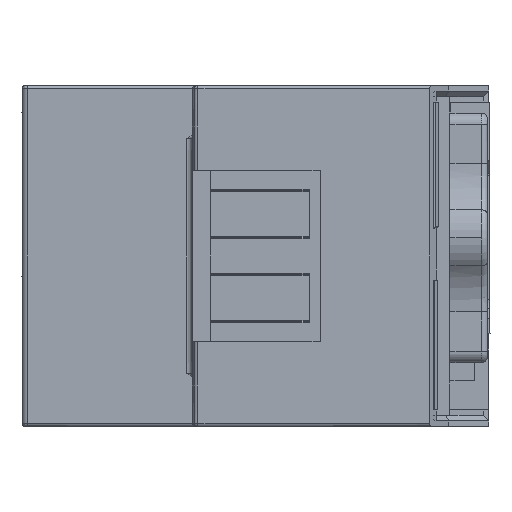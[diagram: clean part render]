
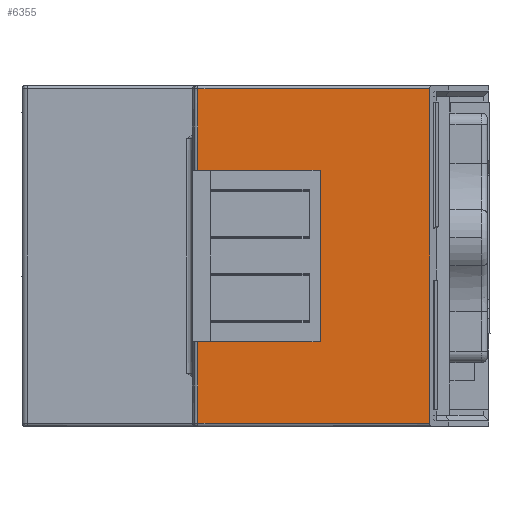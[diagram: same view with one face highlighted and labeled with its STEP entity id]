
A CAD part, left-side view. The second image highlights one B-rep face of the part: STEP entity #6355.
In plain terms, the highlighted planar face has unit normal (-1, 0, 0).
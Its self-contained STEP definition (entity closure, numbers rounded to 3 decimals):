
#3891=CARTESIAN_POINT('Vertex',(-38.6,5.386,9.125)) ;
#3894=CARTESIAN_POINT('Line Origine',(-38.6,5.386,-6.075)) ;
#3898=CARTESIAN_POINT('Vertex',(-38.6,5.386,-21.275)) ;
#4717=CARTESIAN_POINT('Vertex',(-38.6,26.45,-21.275)) ;
#4720=CARTESIAN_POINT('Line Origine',(-38.6,-55.338,-21.275)) ;
#6245=CARTESIAN_POINT('Vertex',(-38.6,26.45,9.125)) ;
#6267=CARTESIAN_POINT('Line Origine',(-38.6,26.689,9.125)) ;
#6291=CARTESIAN_POINT('Axis2P3D Location',(-38.6,5.386,9.425)) ;
#6296=CARTESIAN_POINT('Line Origine',(-38.6,26.45,5.425)) ;
#6300=CARTESIAN_POINT('Vertex',(-38.6,26.45,1.725)) ;
#6303=CARTESIAN_POINT('Line Origine',(-38.6,25.9,1.725)) ;
#6307=CARTESIAN_POINT('Vertex',(-38.6,25.35,1.725)) ;
#6310=CARTESIAN_POINT('Line Origine',(-38.6,20.35,1.725)) ;
#6314=CARTESIAN_POINT('Vertex',(-38.6,15.35,1.725)) ;
#6317=CARTESIAN_POINT('Line Origine',(-38.6,15.35,-6.075)) ;
#6321=CARTESIAN_POINT('Vertex',(-38.6,15.35,-13.875)) ;
#6324=CARTESIAN_POINT('Line Origine',(-38.6,20.35,-13.875)) ;
#6328=CARTESIAN_POINT('Vertex',(-38.6,25.35,-13.875)) ;
#6331=CARTESIAN_POINT('Line Origine',(-38.6,25.9,-13.875)) ;
#6335=CARTESIAN_POINT('Vertex',(-38.6,26.45,-13.875)) ;
#6338=CARTESIAN_POINT('Line Origine',(-38.6,26.45,-17.575)) ;
#3895=DIRECTION('Vector Direction',(0.,0.,-1.)) ;
#4721=DIRECTION('Vector Direction',(0.,1.,0.)) ;
#6268=DIRECTION('Vector Direction',(0.,-1.,0.)) ;
#6292=DIRECTION('Axis2P3D Direction',(-1.,0.,0.)) ;
#6293=DIRECTION('Axis2P3D XDirection',(0.,1.,0.)) ;
#6297=DIRECTION('Vector Direction',(0.,0.,-1.)) ;
#6304=DIRECTION('Vector Direction',(0.,-1.,0.)) ;
#6311=DIRECTION('Vector Direction',(0.,-1.,0.)) ;
#6318=DIRECTION('Vector Direction',(0.,0.,-1.)) ;
#6325=DIRECTION('Vector Direction',(0.,-1.,0.)) ;
#6332=DIRECTION('Vector Direction',(0.,-1.,0.)) ;
#6339=DIRECTION('Vector Direction',(0.,0.,-1.)) ;
#6294=AXIS2_PLACEMENT_3D('Plane Axis2P3D',#6291,#6292,#6293) ;
#6344=ORIENTED_EDGE('',*,*,#3900,.F.) ;
#6345=ORIENTED_EDGE('',*,*,#6271,.T.) ;
#6346=ORIENTED_EDGE('',*,*,#6302,.T.) ;
#6347=ORIENTED_EDGE('',*,*,#6309,.T.) ;
#6348=ORIENTED_EDGE('',*,*,#6316,.T.) ;
#6349=ORIENTED_EDGE('',*,*,#6323,.T.) ;
#6350=ORIENTED_EDGE('',*,*,#6330,.F.) ;
#6351=ORIENTED_EDGE('',*,*,#6337,.F.) ;
#6352=ORIENTED_EDGE('',*,*,#6342,.T.) ;
#6353=ORIENTED_EDGE('',*,*,#4724,.T.) ;
#3896=VECTOR('Line Direction',#3895,1.) ;
#4722=VECTOR('Line Direction',#4721,1.) ;
#6269=VECTOR('Line Direction',#6268,1.) ;
#6298=VECTOR('Line Direction',#6297,1.) ;
#6305=VECTOR('Line Direction',#6304,1.) ;
#6312=VECTOR('Line Direction',#6311,1.) ;
#6319=VECTOR('Line Direction',#6318,1.) ;
#6326=VECTOR('Line Direction',#6325,1.) ;
#6333=VECTOR('Line Direction',#6332,1.) ;
#6340=VECTOR('Line Direction',#6339,1.) ;
#6355=ADVANCED_FACE('PartBody',(#6354),#6295,.T.) ;
#3900=EDGE_CURVE('',#3892,#3899,#3897,.T.) ;
#4724=EDGE_CURVE('',#4718,#3899,#4723,.F.) ;
#6271=EDGE_CURVE('',#3892,#6246,#6270,.F.) ;
#6302=EDGE_CURVE('',#6246,#6301,#6299,.T.) ;
#6309=EDGE_CURVE('',#6301,#6308,#6306,.T.) ;
#6316=EDGE_CURVE('',#6308,#6315,#6313,.T.) ;
#6323=EDGE_CURVE('',#6315,#6322,#6320,.T.) ;
#6330=EDGE_CURVE('',#6329,#6322,#6327,.T.) ;
#6337=EDGE_CURVE('',#6336,#6329,#6334,.T.) ;
#6342=EDGE_CURVE('',#6336,#4718,#6341,.T.) ;
#6343=EDGE_LOOP('',(#6344,#6345,#6346,#6347,#6348,#6349,#6350,#6351,#6352,#6353)) ;
#6354=FACE_OUTER_BOUND('',#6343,.T.) ;
#3897=LINE('Line',#3894,#3896) ;
#4723=LINE('Line',#4720,#4722) ;
#6270=LINE('Line',#6267,#6269) ;
#6299=LINE('Line',#6296,#6298) ;
#6306=LINE('Line',#6303,#6305) ;
#6313=LINE('Line',#6310,#6312) ;
#6320=LINE('Line',#6317,#6319) ;
#6327=LINE('Line',#6324,#6326) ;
#6334=LINE('Line',#6331,#6333) ;
#6341=LINE('Line',#6338,#6340) ;
#6295=PLANE('Plane',#6294) ;
#3892=VERTEX_POINT('',#3891) ;
#3899=VERTEX_POINT('',#3898) ;
#4718=VERTEX_POINT('',#4717) ;
#6246=VERTEX_POINT('',#6245) ;
#6301=VERTEX_POINT('',#6300) ;
#6308=VERTEX_POINT('',#6307) ;
#6315=VERTEX_POINT('',#6314) ;
#6322=VERTEX_POINT('',#6321) ;
#6329=VERTEX_POINT('',#6328) ;
#6336=VERTEX_POINT('',#6335) ;
